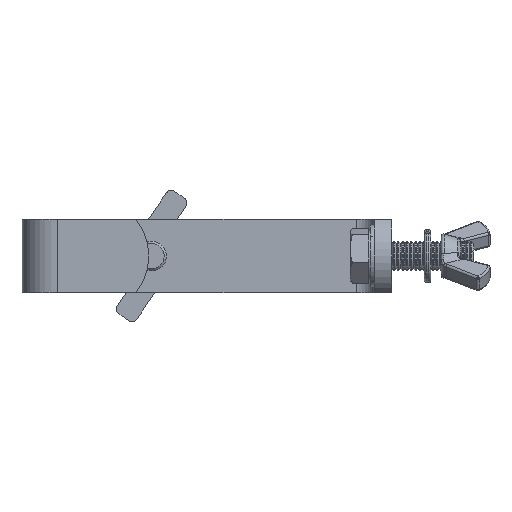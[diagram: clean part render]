
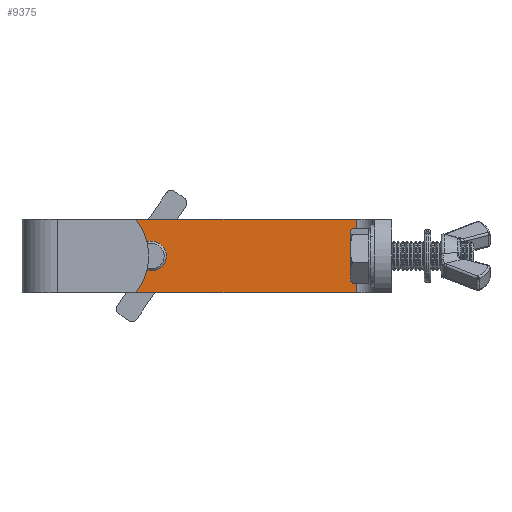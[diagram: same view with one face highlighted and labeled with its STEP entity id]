
A CAD part, left-side view. The second image highlights one B-rep face of the part: STEP entity #9375.
In plain terms, the highlighted planar face has unit normal (-1, 0, 0).
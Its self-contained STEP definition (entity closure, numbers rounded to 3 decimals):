
#621 = CARTESIAN_POINT ( 'NONE',  ( 29., 4., -12.5 ) ) ;
#1280 = VECTOR ( 'NONE', #24446, 1000. ) ;
#1359 = VECTOR ( 'NONE', #14661, 1000. ) ;
#2232 = EDGE_CURVE ( 'NONE', #3584, #6661, #12109, .T. ) ;
#2269 = LINE ( 'NONE', #8745, #1359 ) ;
#3289 = EDGE_CURVE ( 'NONE', #12035, #8448, #2269, .T. ) ;
#3584 = VERTEX_POINT ( 'NONE', #17755 ) ;
#4144 = CARTESIAN_POINT ( 'NONE',  ( 29., -14., 0. ) ) ;
#4514 = AXIS2_PLACEMENT_3D ( 'NONE', #23263, #17315, #19305 ) ;
#5613 = ORIENTED_EDGE ( 'NONE', *, *, #25204, .T. ) ;
#6434 = CARTESIAN_POINT ( 'NONE',  ( 29., 4., -12.5 ) ) ;
#6487 = ORIENTED_EDGE ( 'NONE', *, *, #20900, .T. ) ;
#6661 = VERTEX_POINT ( 'NONE', #24357 ) ;
#7029 = CARTESIAN_POINT ( 'NONE',  ( 29., 4., 12.5 ) ) ;
#7462 = CIRCLE ( 'NONE', #17603, 4.25 ) ;
#8274 = VERTEX_POINT ( 'NONE', #621 ) ;
#8448 = VERTEX_POINT ( 'NONE', #7029 ) ;
#8745 = CARTESIAN_POINT ( 'NONE',  ( 29., 4., 12.5 ) ) ;
#8753 = EDGE_LOOP ( 'NONE', ( #18811, #21041, #23613, #6487 ) ) ;
#8844 = LINE ( 'NONE', #19145, #23913 ) ;
#9248 = AXIS2_PLACEMENT_3D ( 'NONE', #21850, #10243, #12292 ) ;
#9375 = ADVANCED_FACE ( 'NONE', ( #21311, #11448 ), #14195, .T. ) ;
#10006 = VECTOR ( 'NONE', #19610, 1000. ) ;
#10243 = DIRECTION ( 'NONE',  ( -1., 0., 0. ) ) ;
#11010 = DIRECTION ( 'NONE',  ( 0., -1., 0. ) ) ;
#11448 = FACE_OUTER_BOUND ( 'NONE', #8753, .T. ) ;
#12035 = VERTEX_POINT ( 'NONE', #16728 ) ;
#12109 = CIRCLE ( 'NONE', #4514, 4.25 ) ;
#12292 = DIRECTION ( 'NONE',  ( 0., -1., 0. ) ) ;
#14195 = PLANE ( 'NONE',  #9248 ) ;
#14661 = DIRECTION ( 'NONE',  ( 0., 1., 0. ) ) ;
#15867 = CARTESIAN_POINT ( 'NONE',  ( 29., -83.5, -12.5 ) ) ;
#16173 = EDGE_CURVE ( 'NONE', #21573, #8274, #19121, .T. ) ;
#16728 = CARTESIAN_POINT ( 'NONE',  ( 29., -83.5, 12.5 ) ) ;
#17315 = DIRECTION ( 'NONE',  ( 1., 0., 0. ) ) ;
#17447 = CARTESIAN_POINT ( 'NONE',  ( 29., 4., 12.5 ) ) ;
#17603 = AXIS2_PLACEMENT_3D ( 'NONE', #4144, #21851, #11010 ) ;
#17755 = CARTESIAN_POINT ( 'NONE',  ( 29., -9.75, 0. ) ) ;
#18811 = ORIENTED_EDGE ( 'NONE', *, *, #16173, .F. ) ;
#19005 = EDGE_LOOP ( 'NONE', ( #21934, #5613 ) ) ;
#19121 = LINE ( 'NONE', #6434, #1280 ) ;
#19145 = CARTESIAN_POINT ( 'NONE',  ( 29., -83.5, 12.5 ) ) ;
#19305 = DIRECTION ( 'NONE',  ( 0., -1., 0. ) ) ;
#19610 = DIRECTION ( 'NONE',  ( 0., 0., -1. ) ) ;
#19916 = EDGE_CURVE ( 'NONE', #12035, #21573, #8844, .T. ) ;
#20900 = EDGE_CURVE ( 'NONE', #8448, #8274, #23575, .T. ) ;
#21041 = ORIENTED_EDGE ( 'NONE', *, *, #19916, .F. ) ;
#21212 = DIRECTION ( 'NONE',  ( 0., 0., -1. ) ) ;
#21311 = FACE_BOUND ( 'NONE', #19005, .T. ) ;
#21573 = VERTEX_POINT ( 'NONE', #15867 ) ;
#21850 = CARTESIAN_POINT ( 'NONE',  ( 29., 4., 12.5 ) ) ;
#21851 = DIRECTION ( 'NONE',  ( 1., 0., 0. ) ) ;
#21934 = ORIENTED_EDGE ( 'NONE', *, *, #2232, .T. ) ;
#23263 = CARTESIAN_POINT ( 'NONE',  ( 29., -14., 0. ) ) ;
#23575 = LINE ( 'NONE', #17447, #10006 ) ;
#23613 = ORIENTED_EDGE ( 'NONE', *, *, #3289, .T. ) ;
#23913 = VECTOR ( 'NONE', #21212, 1000. ) ;
#24357 = CARTESIAN_POINT ( 'NONE',  ( 29., -18.25, 0. ) ) ;
#24446 = DIRECTION ( 'NONE',  ( 0., 1., 0. ) ) ;
#25204 = EDGE_CURVE ( 'NONE', #6661, #3584, #7462, .T. ) ;
